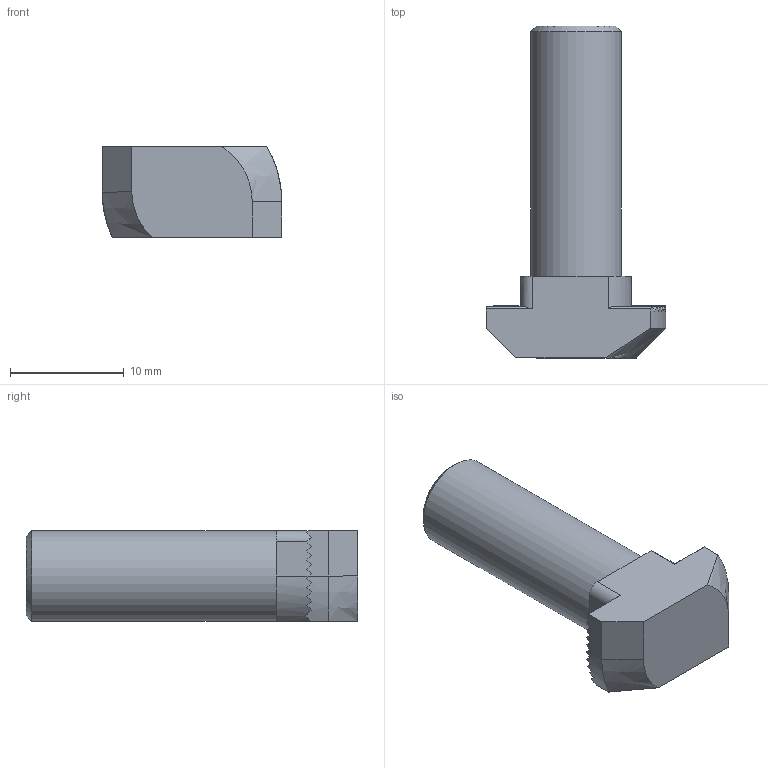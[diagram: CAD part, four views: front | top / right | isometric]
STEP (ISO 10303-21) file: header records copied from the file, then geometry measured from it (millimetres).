
FILE_DESCRIPTION(/* description */ ('Śruba typu T M8x25 40-8 oraz 30-8'),/* implementation_level */ '2;1');
FILE_NAME(/* name */ '200825T.8.stp',/* time_stamp */ '2023-01-30T12:10:03+01:00',/* author */ ('aluteckkpl_am'),/* organization */ (''),/* preprocessor_version */ 'ST-DEVELOPER v18.1',/* originating_system */ 'Autodesk Inventor 2021',/* authorisation */ '');
FILE_SCHEMA (('CONFIG_CONTROL_DESIGN'));
Length unit declared in the file: millimetre
Products named in the file (1): 200825T.8
Bounding box: 15.8 x 29.2 x 8 mm (x, y, z)
Volume: 1784.8 mm3; surface area: 1058.9 mm2
Topology: 1 solids, 1 shells, 62 faces, 173 edges, 113 vertices
Faces by surface type: plane 52, cylinder 7, bspline 2, cone 1
Full cylindrical faces by diameter (mm): 8 x1
Entity records: 2073 total; most frequent: CARTESIAN_POINT 390, DIRECTION 353, ORIENTED_EDGE 346, EDGE_CURVE 173, AXIS2_PLACEMENT_3D 121, VERTEX_POINT 113, LINE 111, VECTOR 111
